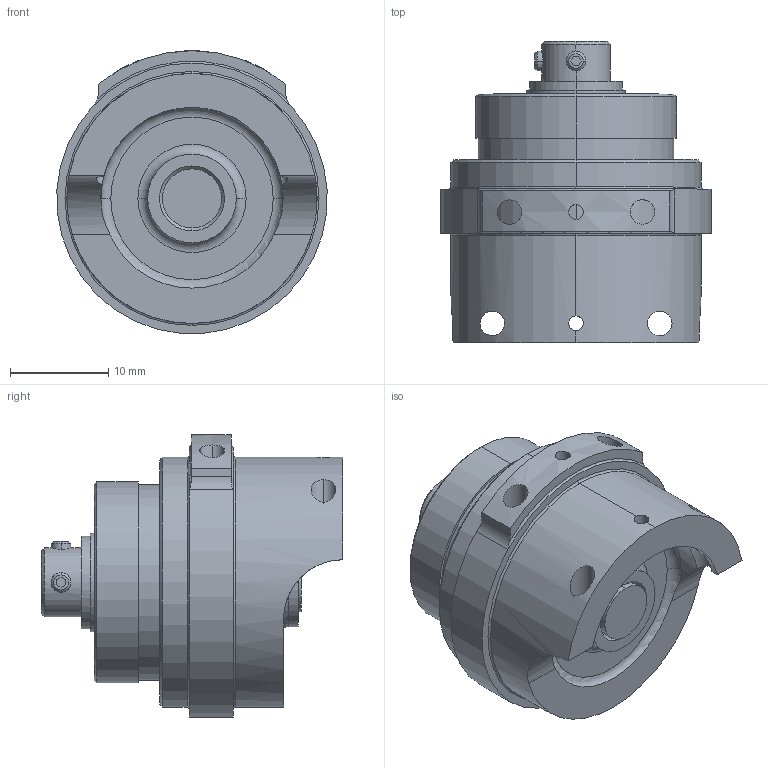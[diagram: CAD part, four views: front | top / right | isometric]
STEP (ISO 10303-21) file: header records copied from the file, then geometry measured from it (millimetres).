
FILE_DESCRIPTION((''),'2;1');
FILE_NAME('SIM_HEAD_NECK_4_YAW','2021-09-21T15:59:01',('silo-mech'),(''),'CREO PARAMETRIC BY PTC INC, 2020454','CREO PARAMETRIC BY PTC INC, 2020454','');
FILE_SCHEMA(('CONFIG_CONTROL_DESIGN'));
Length unit declared in the file: millimetre
Products named in the file (1): SIM_HEAD_NECK_4_YAW
Bounding box: 27.44 x 30.6 x 28.7 mm (x, y, z)
Volume: 6663.3 mm3; surface area: 7314.1 mm2
Topology: 25 solids, 25 shells, 289 faces, 741 edges, 423 vertices
Faces by surface type: cylinder 107, plane 76, sphere 46, cone 34, torus 26
Entity records: 9749 total; most frequent: CARTESIAN_POINT 3052, DIRECTION 1484, ORIENTED_EDGE 1298, EDGE_CURVE 649, AXIS2_PLACEMENT_3D 618, VERTEX_POINT 423, CIRCLE 329, EDGE_LOOP 328
